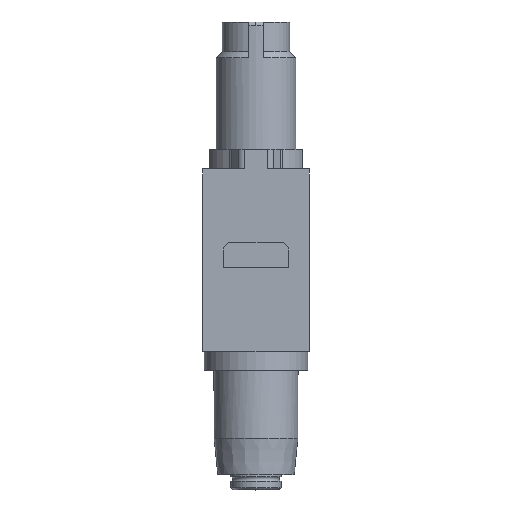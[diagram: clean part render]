
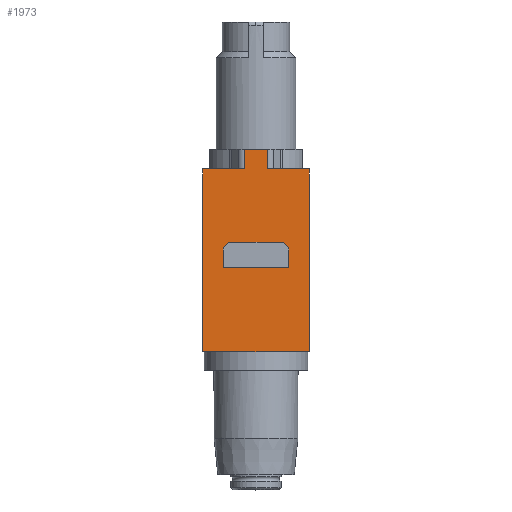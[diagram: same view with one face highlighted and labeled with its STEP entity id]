
A CAD part, front view. The second image highlights one B-rep face of the part: STEP entity #1973.
In plain terms, the highlighted planar face has unit normal (0, -1, 0).
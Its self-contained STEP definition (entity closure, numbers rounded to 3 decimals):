
#1973=ADVANCED_FACE('',(#2358,#2359),#2196,.T.);
#2196=PLANE('',#7188);
#2358=FACE_BOUND('',#2555,.T.);
#2359=FACE_BOUND('',#2556,.T.);
#2555=EDGE_LOOP('',(#3256,#3257,#3258,#3259,#3260,#3261));
#2556=EDGE_LOOP('',(#3262,#3263,#3264,#3265,#3266,#3267,#3268,#3269));
#3256=ORIENTED_EDGE('',*,*,#4565,.T.);
#3257=ORIENTED_EDGE('',*,*,#4554,.T.);
#3258=ORIENTED_EDGE('',*,*,#4557,.T.);
#3259=ORIENTED_EDGE('',*,*,#4559,.T.);
#3260=ORIENTED_EDGE('',*,*,#4561,.T.);
#3261=ORIENTED_EDGE('',*,*,#4563,.T.);
#3262=ORIENTED_EDGE('',*,*,#4774,.F.);
#3263=ORIENTED_EDGE('',*,*,#4714,.T.);
#3264=ORIENTED_EDGE('',*,*,#4630,.T.);
#3265=ORIENTED_EDGE('',*,*,#4775,.T.);
#3266=ORIENTED_EDGE('',*,*,#4776,.T.);
#3267=ORIENTED_EDGE('',*,*,#4777,.T.);
#3268=ORIENTED_EDGE('',*,*,#4515,.F.);
#3269=ORIENTED_EDGE('',*,*,#4769,.T.);
#4085=VERTEX_POINT('',#9105);
#4086=VERTEX_POINT('',#9107);
#4124=VERTEX_POINT('',#9232);
#4125=VERTEX_POINT('',#9233);
#4126=VERTEX_POINT('',#9238);
#4127=VERTEX_POINT('',#9242);
#4128=VERTEX_POINT('',#9246);
#4129=VERTEX_POINT('',#9250);
#4171=VERTEX_POINT('',#9418);
#4174=VERTEX_POINT('',#9423);
#4234=VERTEX_POINT('',#9706);
#4273=VERTEX_POINT('',#9889);
#4278=VERTEX_POINT('',#9903);
#4279=VERTEX_POINT('',#9905);
#4515=EDGE_CURVE('',#4085,#4086,#5712,.T.);
#4554=EDGE_CURVE('',#4124,#4125,#5737,.T.);
#4557=EDGE_CURVE('',#4125,#4126,#5740,.T.);
#4559=EDGE_CURVE('',#4126,#4127,#5742,.T.);
#4561=EDGE_CURVE('',#4127,#4128,#5744,.T.);
#4563=EDGE_CURVE('',#4128,#4129,#5746,.T.);
#4565=EDGE_CURVE('',#4129,#4124,#5748,.T.);
#4630=EDGE_CURVE('',#4171,#4174,#5788,.T.);
#4714=EDGE_CURVE('',#4234,#4171,#5821,.T.);
#4769=EDGE_CURVE('',#4085,#4273,#5848,.T.);
#4774=EDGE_CURVE('',#4234,#4273,#5849,.T.);
#4775=EDGE_CURVE('',#4174,#4278,#5850,.T.);
#4776=EDGE_CURVE('',#4278,#4279,#5851,.T.);
#4777=EDGE_CURVE('',#4279,#4086,#5852,.T.);
#5712=LINE('',#9106,#6192);
#5737=LINE('',#9231,#6217);
#5740=LINE('',#9237,#6220);
#5742=LINE('',#9241,#6222);
#5744=LINE('',#9245,#6224);
#5746=LINE('',#9249,#6226);
#5748=LINE('',#9253,#6228);
#5788=LINE('',#9424,#6268);
#5821=LINE('',#9705,#6301);
#5848=LINE('',#9890,#6328);
#5849=LINE('',#9900,#6329);
#5850=LINE('',#9902,#6330);
#5851=LINE('',#9904,#6331);
#5852=LINE('',#9906,#6332);
#6192=VECTOR('',#7575,1.);
#6217=VECTOR('',#7644,1.);
#6220=VECTOR('',#7649,1.);
#6222=VECTOR('',#7653,1.);
#6224=VECTOR('',#7657,1.);
#6226=VECTOR('',#7661,1.);
#6228=VECTOR('',#7665,1.);
#6268=VECTOR('',#7789,1.);
#6301=VECTOR('',#7932,1.);
#6328=VECTOR('',#8015,1.);
#6329=VECTOR('',#8026,1.);
#6330=VECTOR('',#8029,1.);
#6331=VECTOR('',#8030,1.);
#6332=VECTOR('',#8031,1.);
#7188=AXIS2_PLACEMENT_3D('',#9907,#8032,#8033);
#7575=DIRECTION('',(0.,0.,1.));
#7644=DIRECTION('',(0.,0.,1.));
#7649=DIRECTION('',(0.707,0.,0.707));
#7653=DIRECTION('',(1.,0.,0.));
#7657=DIRECTION('',(0.707,0.,-0.707));
#7661=DIRECTION('',(0.,0.,-1.));
#7665=DIRECTION('',(-1.,0.,0.));
#7789=DIRECTION('',(0.,0.,1.));
#7932=DIRECTION('',(-1.,0.,0.));
#8015=DIRECTION('',(1.,0.,0.));
#8026=DIRECTION('',(0.,0.,-1.));
#8029=DIRECTION('',(-1.,0.,0.));
#8030=DIRECTION('',(0.,0.,-1.));
#8031=DIRECTION('',(-1.,0.,0.));
#8032=DIRECTION('',(0.,-1.,0.));
#8033=DIRECTION('',(1.,0.,0.));
#9105=CARTESIAN_POINT('',(-7.3,-14.95,-11.5));
#9106=CARTESIAN_POINT('',(-7.3,-14.95,-11.5));
#9107=CARTESIAN_POINT('',(-7.3,-14.95,13.5));
#9231=CARTESIAN_POINT('',(-4.5,-14.95,0.));
#9232=CARTESIAN_POINT('',(-4.5,-14.95,0.));
#9233=CARTESIAN_POINT('',(-4.5,-14.95,2.7));
#9237=CARTESIAN_POINT('',(-4.5,-14.95,2.7));
#9238=CARTESIAN_POINT('',(-3.7,-14.95,3.5));
#9241=CARTESIAN_POINT('',(-3.7,-14.95,3.5));
#9242=CARTESIAN_POINT('',(3.7,-14.95,3.5));
#9245=CARTESIAN_POINT('',(3.7,-14.95,3.5));
#9246=CARTESIAN_POINT('',(4.5,-14.95,2.7));
#9249=CARTESIAN_POINT('',(4.5,-14.95,2.7));
#9250=CARTESIAN_POINT('',(4.5,-14.95,0.));
#9253=CARTESIAN_POINT('',(4.5,-14.95,0.));
#9418=CARTESIAN_POINT('',(1.585,-14.95,13.5));
#9423=CARTESIAN_POINT('',(1.585,-14.95,16.2));
#9424=CARTESIAN_POINT('',(1.585,-14.95,16.2));
#9705=CARTESIAN_POINT('',(6.1,-14.95,13.5));
#9706=CARTESIAN_POINT('',(7.3,-14.95,13.5));
#9889=CARTESIAN_POINT('',(7.3,-14.95,-11.5));
#9890=CARTESIAN_POINT('',(-7.3,-14.95,-11.5));
#9900=CARTESIAN_POINT('',(7.3,-14.95,12.3));
#9902=CARTESIAN_POINT('',(1.456,-14.95,16.2));
#9903=CARTESIAN_POINT('',(-1.585,-14.95,16.2));
#9904=CARTESIAN_POINT('',(-1.585,-14.95,16.2));
#9905=CARTESIAN_POINT('',(-1.585,-14.95,13.5));
#9906=CARTESIAN_POINT('',(-1.456,-14.95,13.5));
#9907=CARTESIAN_POINT('',(-7.5,-14.95,-11.6));
